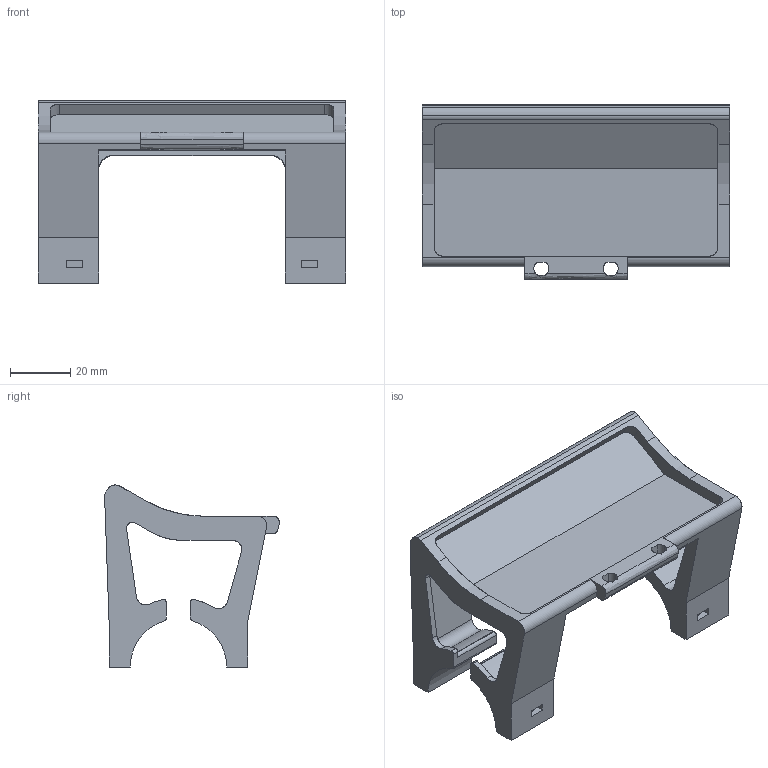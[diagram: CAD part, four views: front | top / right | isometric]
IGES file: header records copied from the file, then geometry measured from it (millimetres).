
Start section: SolidWorks IGES file using analytic representation for surfaces
Global section: file name: partHeadlight.IGS; native system: SolidWorks 2017; preprocessor: SolidWorks 2017; author: Javier; date: 181017.142523; units: millimetre
Bounding box: 102 x 57.95 x 60.4 mm (x, y, z)
Surface area: 30416.4 mm2 (no closed solid volume)
Topology: 0 solids, 0 shells, 175 faces, 2234 edges, 2234 vertices
Faces by surface type: revolution 93, bspline 82
